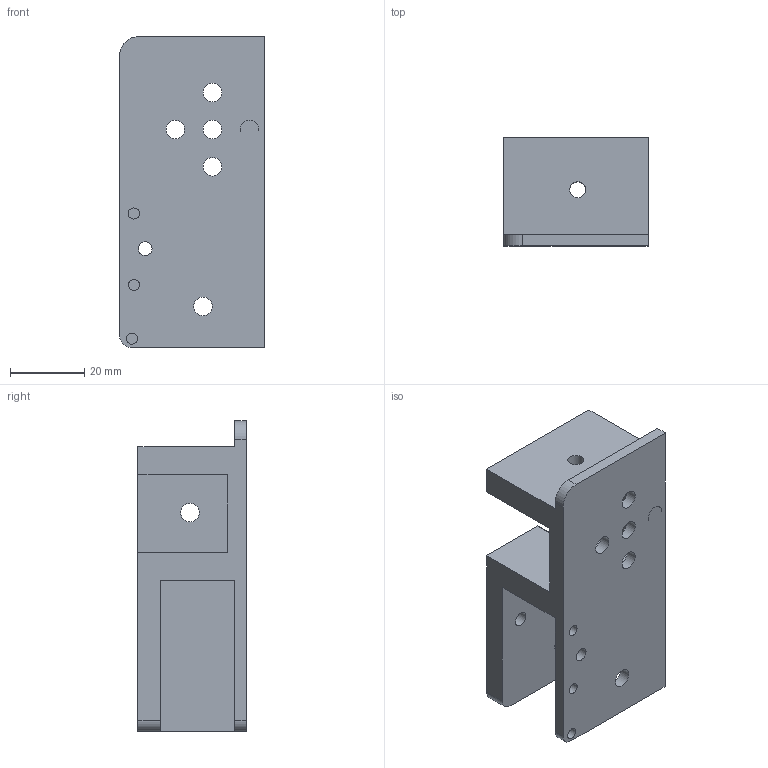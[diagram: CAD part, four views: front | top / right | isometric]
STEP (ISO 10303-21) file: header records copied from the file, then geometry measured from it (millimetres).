
FILE_DESCRIPTION(/* description */ (''),/* implementation_level */ '2;1');
FILE_NAME(/* name */ 'ATC_Y_AXIS_PULLEY_MOUNT_1x.step',/* time_stamp */ '2021-01-07T02:13:11+01:00',/* author */ (''),/* organization */ (''),/* preprocessor_version */ 'ST-DEVELOPER v18.1',/* originating_system */ 'Autodesk Translation Framework v9.7.0.1280',/* authorisation */ '');
FILE_SCHEMA (('AUTOMOTIVE_DESIGN { 1 0 10303 214 3 1 1 }'));
Length unit declared in the file: millimetre
Products named in the file (1): ATC_Y_AXIS_PULLEY_MOUNT_1x
Bounding box: 39 x 29.11 x 83.59 mm (x, y, z)
Volume: 33109.2 mm3; surface area: 19083.4 mm2
Topology: 1 solids, 1 shells, 64 faces, 202 edges, 132 vertices
Faces by surface type: plane 41, cylinder 23
Full cylindrical faces by diameter (mm): 3 x3, 3.705 x1, 4 x1, 4.3 x2, 5 x7
Entity records: 2356 total; most frequent: ORIENTED_EDGE 404, CARTESIAN_POINT 399, DIRECTION 394, EDGE_CURVE 202, LINE 140, VECTOR 140, VERTEX_POINT 132, AXIS2_PLACEMENT_3D 127
